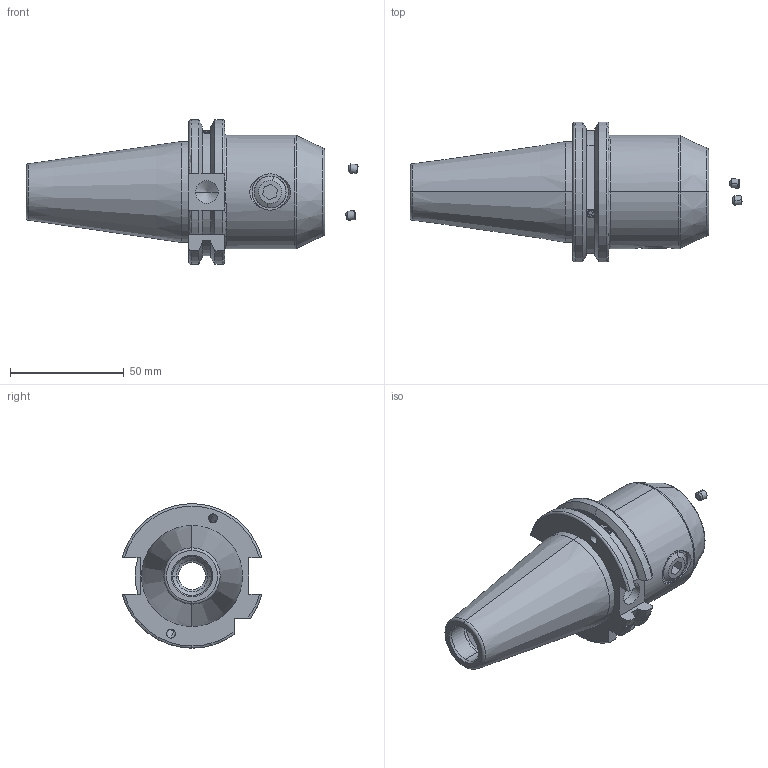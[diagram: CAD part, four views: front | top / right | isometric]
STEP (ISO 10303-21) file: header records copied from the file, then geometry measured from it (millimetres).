
FILE_DESCRIPTION (( 'STEP AP203' ), '1' );
FILE_NAME ('SK40 EK 18 063 FTC WW..STEP', '2014-09-03T13:32:23', ( 'SYS5' ), ( '' ), 'SwSTEP 2.0', 'SolidWorks 2009', '' );
FILE_SCHEMA (( 'CONFIG_CONTROL_DESIGN' ));
Length unit declared in the file: millimetre
Products named in the file (4): SK40 EK 18 063 FTC WW.; M14X16_ISO 4026 - M12 x 12-N; Copy of M4X4_DIN 913 - M4 x 4-N
Assembly tree (6 placements, depth 2):
  SK40 EK 18 063 FTC WW.
    Copy of M4X4_DIN 913 - M4 x 4-N  x4
    M14X16_ISO 4026 - M12 x 12-N
    SK40 EK 18 063 FTC WW.
Bounding box: 146.04 x 61.48 x 63.55 mm (x, y, z)
Volume: 166563.2 mm3; surface area: 32489 mm2
Topology: 6 solids, 6 shells, 207 faces, 499 edges, 310 vertices
Faces by surface type: plane 80, cylinder 58, cone 44, torus 19, bspline 6
Entity records: 5873 total; most frequent: CARTESIAN_POINT 1580, DIRECTION 805, ORIENTED_EDGE 798, EDGE_CURVE 399, AXIS2_PLACEMENT_3D 317, VERTEX_POINT 250, EDGE_LOOP 185, LINE 171
